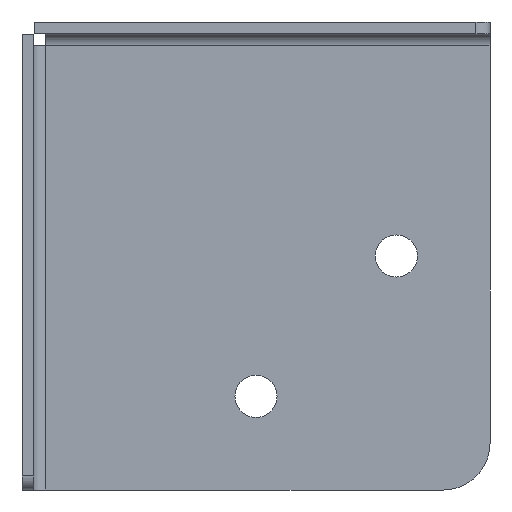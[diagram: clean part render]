
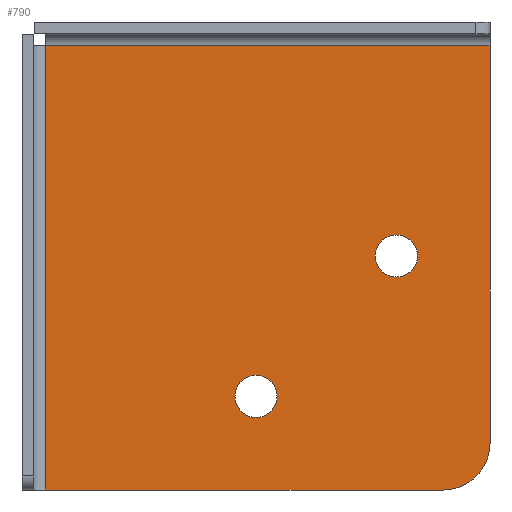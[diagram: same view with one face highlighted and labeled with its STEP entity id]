
A CAD part, front view. The second image highlights one B-rep face of the part: STEP entity #790.
In plain terms, the highlighted planar face has unit normal (0, -1, 0).
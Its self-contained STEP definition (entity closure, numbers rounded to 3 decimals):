
#10=CARTESIAN_POINT('',(-48.,-2.5,-20.5));
#20=DIRECTION('',(-0.,-1.,-0.));
#30=DIRECTION('',(-1.,0.,0.));
#40=AXIS2_PLACEMENT_3D('',#10,#20,#30);
#50=PLANE('',#40);
#60=CARTESIAN_POINT('',(30.,-2.5,30.));
#70=DIRECTION('',(0.,1.,0.));
#80=DIRECTION('',(1.,0.,0.));
#90=AXIS2_PLACEMENT_3D('',#60,#70,#80);
#100=CIRCLE('',#90,4.5);
#110=CARTESIAN_POINT('',(25.5,-2.5,30.));
#120=VERTEX_POINT('',#110);
#130=CARTESIAN_POINT('',(34.5,-2.5,30.));
#140=VERTEX_POINT('',#130);
#150=EDGE_CURVE('',#120,#140,#100,.T.);
#160=ORIENTED_EDGE('',*,*,#150,.T.);
#170=EDGE_CURVE('',#140,#120,#100,.T.);
#180=ORIENTED_EDGE('',*,*,#170,.T.);
#190=EDGE_LOOP('',(#180,#160));
#200=FACE_BOUND('',#190,.T.);
#210=CARTESIAN_POINT('',(0.,-2.5,
0.));
#220=DIRECTION('',(0.,-1.,0.));
#230=DIRECTION('',(-1.,0.,0.));
#240=AXIS2_PLACEMENT_3D('',#210,#220,#230);
#250=CIRCLE('',#240,4.5);
#260=CARTESIAN_POINT('',(4.5,-2.5,0.));
#270=VERTEX_POINT('',#260);
#280=CARTESIAN_POINT('',(-4.5,-2.5,0.));
#290=VERTEX_POINT('',#280);
#300=EDGE_CURVE('',#270,#290,#250,.T.);
#310=ORIENTED_EDGE('',*,*,#300,.F.);
#320=EDGE_CURVE('',#290,#270,#250,.T.);
#330=ORIENTED_EDGE('',*,*,#320,.F.);
#340=EDGE_LOOP('',(#330,#310));
#350=FACE_BOUND('',#340,.T.);
#360=CARTESIAN_POINT('',(-44.94,-2.5,0.));
#370=DIRECTION('',(0.,0.,1.));
#380=VECTOR('',#370,1.);
#390=LINE('',#360,#380);
#400=CARTESIAN_POINT('',(-44.94,-2.5,-20.));
#410=VERTEX_POINT('',#400);
#420=CARTESIAN_POINT('',(-44.94,-2.5,74.94));
#430=VERTEX_POINT('',#420);
#440=EDGE_CURVE('',#410,#430,#390,.T.);
#450=ORIENTED_EDGE('',*,*,#440,.F.);
#460=CARTESIAN_POINT('',(0.,-2.5,74.94));
#470=DIRECTION('',(1.,0.,0.));
#480=VECTOR('',#470,1.);
#490=LINE('',#460,#480);
#500=CARTESIAN_POINT('',(50.,-2.5,74.94));
#510=VERTEX_POINT('',#500);
#520=EDGE_CURVE('',#430,#510,#490,.T.);
#530=ORIENTED_EDGE('',*,*,#520,.F.);
#540=CARTESIAN_POINT('',(50.,-2.5,0.));
#550=DIRECTION('',(0.,0.,1.));
#560=VECTOR('',#550,1.);
#570=LINE('',#540,#560);
#580=CARTESIAN_POINT('',(50.,-2.5,-10.));
#590=VERTEX_POINT('',#580);
#600=EDGE_CURVE('',#590,#510,#570,.T.);
#610=ORIENTED_EDGE('',*,*,#600,.T.);
#620=CARTESIAN_POINT('',(40.,-2.5,-10.));
#630=DIRECTION('',(0.,-1.,0.));
#640=DIRECTION('',(-1.,0.,0.));
#650=AXIS2_PLACEMENT_3D('',#620,#630,#640);
#660=CIRCLE('',#650,10.);
#670=CARTESIAN_POINT('',(40.,-2.5,-20.));
#680=VERTEX_POINT('',#670);
#690=EDGE_CURVE('',#680,#590,#660,.T.);
#700=ORIENTED_EDGE('',*,*,#690,.T.);
#710=CARTESIAN_POINT('',(0.,-2.5,-20.));
#720=DIRECTION('',(1.,0.,0.));
#730=VECTOR('',#720,1.);
#740=LINE('',#710,#730);
#750=EDGE_CURVE('',#410,#680,#740,.T.);
#760=ORIENTED_EDGE('',*,*,#750,.T.);
#770=EDGE_LOOP('',(#760,#700,#610,#530,#450));
#780=FACE_OUTER_BOUND('',#770,.T.);
#790=ADVANCED_FACE('',(#200,#350,#780),#50,.T.);
